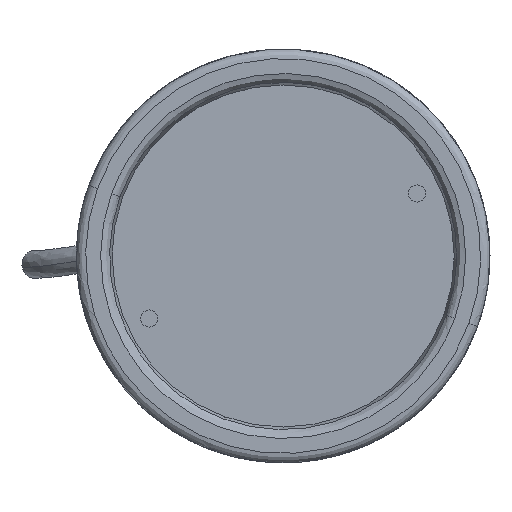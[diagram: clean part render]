
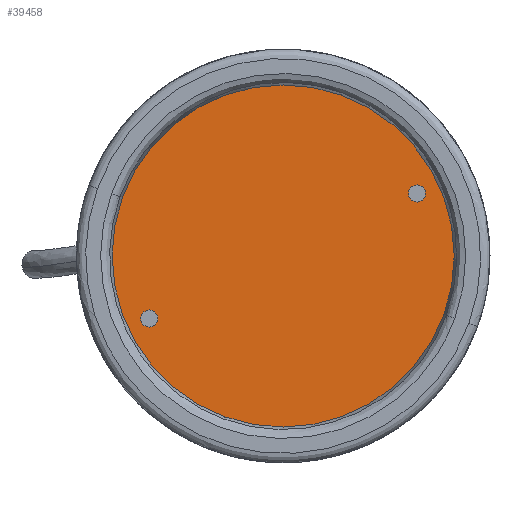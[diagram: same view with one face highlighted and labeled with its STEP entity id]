
A CAD part, front view. The second image highlights one B-rep face of the part: STEP entity #39458.
In plain terms, the highlighted planar face has unit normal (0, -1, 0).
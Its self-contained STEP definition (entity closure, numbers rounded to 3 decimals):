
#2474 = ORIENTED_EDGE ( 'NONE', *, *, #38209, .T. ) ;
#6453 = ORIENTED_EDGE ( 'NONE', *, *, #56573, .F. ) ;
#10903 = CIRCLE ( 'NONE', #72818, 2.75 ) ;
#11280 = EDGE_LOOP ( 'NONE', ( #44227, #24458 ) ) ;
#11661 = DIRECTION ( 'NONE',  ( 1., 0., 0. ) ) ;
#13042 = CARTESIAN_POINT ( 'NONE',  ( -30.838, 5.2, -33.588 ) ) ;
#13186 = VERTEX_POINT ( 'NONE', #13042 ) ;
#13989 = DIRECTION ( 'NONE',  ( 0., 0., 1. ) ) ;
#14168 = DIRECTION ( 'NONE',  ( 0., 0., -1. ) ) ;
#14651 = CARTESIAN_POINT ( 'NONE',  ( 30.838, 5.2, 33.588 ) ) ;
#16005 = EDGE_CURVE ( 'NONE', #13186, #29961, #50036, .T. ) ;
#17207 = CARTESIAN_POINT ( 'NONE',  ( -36.338, 5.2, -33.588 ) ) ;
#17256 = EDGE_CURVE ( 'NONE', #29961, #13186, #10903, .T. ) ;
#17600 = CARTESIAN_POINT ( 'NONE',  ( -33.588, 5.2, -33.588 ) ) ;
#18358 = CARTESIAN_POINT ( 'NONE',  ( 33.588, 5.2, 33.588 ) ) ;
#19925 = DIRECTION ( 'NONE',  ( 0., 1., 0. ) ) ;
#20160 = CARTESIAN_POINT ( 'NONE',  ( -33.588, 5.2, -33.588 ) ) ;
#24458 = ORIENTED_EDGE ( 'NONE', *, *, #17256, .F. ) ;
#25225 = VERTEX_POINT ( 'NONE', #14651 ) ;
#25458 = FACE_OUTER_BOUND ( 'NONE', #30849, .T. ) ;
#29864 = CARTESIAN_POINT ( 'NONE',  ( 36.338, 5.2, 33.588 ) ) ;
#29961 = VERTEX_POINT ( 'NONE', #17207 ) ;
#30849 = EDGE_LOOP ( 'NONE', ( #46720, #2474 ) ) ;
#32878 = EDGE_LOOP ( 'NONE', ( #41921, #6453 ) ) ;
#34332 = VERTEX_POINT ( 'NONE', #69485 ) ;
#35269 = DIRECTION ( 'NONE',  ( 0., -1., 0. ) ) ;
#37088 = VERTEX_POINT ( 'NONE', #70885 ) ;
#38095 = CARTESIAN_POINT ( 'NONE',  ( -110., 5.2, -110. ) ) ;
#38209 = EDGE_CURVE ( 'NONE', #34332, #37088, #69217, .T. ) ;
#39458 = ADVANCED_FACE ( 'NONE', ( #74536, #49981, #25458 ), #49193, .F. ) ;
#39726 = AXIS2_PLACEMENT_3D ( 'NONE', #69164, #49763, #14168 ) ;
#41147 = AXIS2_PLACEMENT_3D ( 'NONE', #17600, #65868, #11661 ) ;
#41921 = ORIENTED_EDGE ( 'NONE', *, *, #77251, .F. ) ;
#44227 = ORIENTED_EDGE ( 'NONE', *, *, #16005, .F. ) ;
#46720 = ORIENTED_EDGE ( 'NONE', *, *, #56111, .T. ) ;
#47001 = CARTESIAN_POINT ( 'NONE',  ( 0., 5.2, 0. ) ) ;
#49193 = PLANE ( 'NONE',  #73060 ) ;
#49763 = DIRECTION ( 'NONE',  ( 0., -1., 0. ) ) ;
#49981 = FACE_BOUND ( 'NONE', #11280, .T. ) ;
#50036 = CIRCLE ( 'NONE', #41147, 2.75 ) ;
#51770 = DIRECTION ( 'NONE',  ( 0., -1., 0. ) ) ;
#56111 = EDGE_CURVE ( 'NONE', #37088, #34332, #76444, .T. ) ;
#56573 = EDGE_CURVE ( 'NONE', #25225, #65232, #59992, .T. ) ;
#58263 = CARTESIAN_POINT ( 'NONE',  ( 33.588, 5.2, 33.588 ) ) ;
#58647 = DIRECTION ( 'NONE',  ( 1., 0., 0. ) ) ;
#59992 = CIRCLE ( 'NONE', #67554, 2.75 ) ;
#65232 = VERTEX_POINT ( 'NONE', #29864 ) ;
#65252 = DIRECTION ( 'NONE',  ( 0., -1., 0. ) ) ;
#65844 = DIRECTION ( 'NONE',  ( 0., -1., 0. ) ) ;
#65868 = DIRECTION ( 'NONE',  ( 0., -1., 0. ) ) ;
#67554 = AXIS2_PLACEMENT_3D ( 'NONE', #58263, #35269, #58647 ) ;
#69164 = CARTESIAN_POINT ( 'NONE',  ( 0., 5.2, 0. ) ) ;
#69213 = DIRECTION ( 'NONE',  ( 1., 0., 0. ) ) ;
#69217 = CIRCLE ( 'NONE', #73005, 55. ) ;
#69485 = CARTESIAN_POINT ( 'NONE',  ( 0., 5.2, 55. ) ) ;
#70885 = CARTESIAN_POINT ( 'NONE',  ( 0., 5.2, -55. ) ) ;
#71178 = DIRECTION ( 'NONE',  ( 0., 0., -1. ) ) ;
#71927 = AXIS2_PLACEMENT_3D ( 'NONE', #18358, #65844, #72182 ) ;
#72182 = DIRECTION ( 'NONE',  ( 1., 0., 0. ) ) ;
#72818 = AXIS2_PLACEMENT_3D ( 'NONE', #20160, #51770, #69213 ) ;
#73005 = AXIS2_PLACEMENT_3D ( 'NONE', #47001, #65252, #71178 ) ;
#73060 = AXIS2_PLACEMENT_3D ( 'NONE', #38095, #19925, #13989 ) ;
#73235 = CIRCLE ( 'NONE', #71927, 2.75 ) ;
#74536 = FACE_BOUND ( 'NONE', #32878, .T. ) ;
#76444 = CIRCLE ( 'NONE', #39726, 55. ) ;
#77251 = EDGE_CURVE ( 'NONE', #65232, #25225, #73235, .T. ) ;
